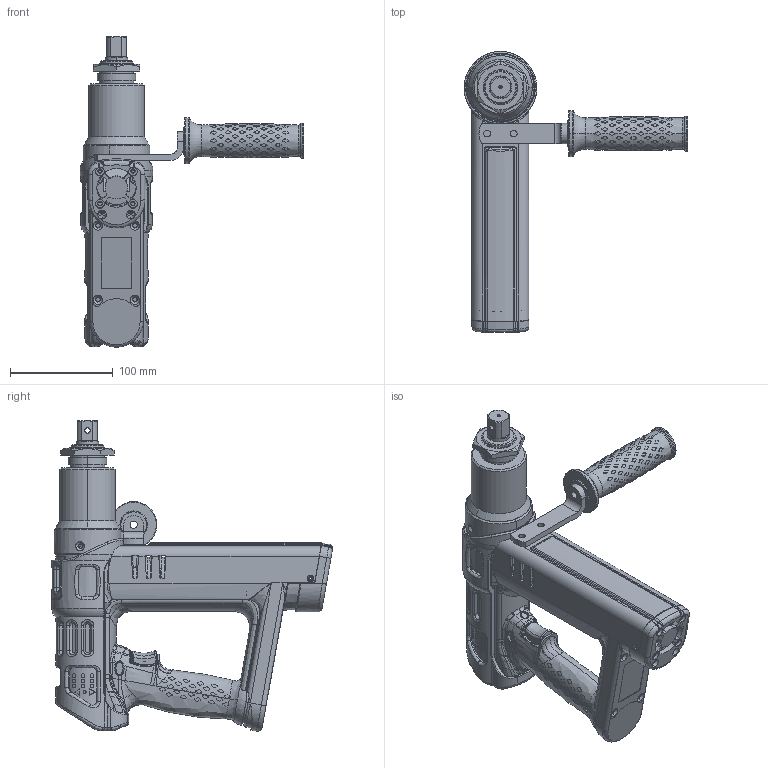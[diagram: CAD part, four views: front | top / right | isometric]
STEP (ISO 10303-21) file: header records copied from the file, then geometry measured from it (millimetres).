
FILE_DESCRIPTION((''),'2;1');
FILE_NAME('EXT_COMP_SW0014','2020-05-04T09:43:19',('INEdipo'),(''),'CREO PARAMETRIC BY PTC INC, 2018100','CREO PARAMETRIC BY PTC INC, 2018100','');
FILE_SCHEMA(('CONFIG_CONTROL_DESIGN','SHAPE_APPEARANCE_LAYERS_GROUPS'));
Length unit declared in the file: inch
Products named in the file (1): EXT_COMP_SW0014
Bounding box: 218 x 273.52 x 302.2 mm (x, y, z)
Volume: 1605684.1 mm3; surface area: 278122.7 mm2
Topology: 1 solids, 2 shells, 4907 faces, 12908 edges, 8196 vertices
Faces by surface type: bspline 2382, cylinder 1108, plane 1079, cone 177, torus 135, extrusion 14, sphere 11, revolution 1
Entity records: 276552 total; most frequent: CARTESIAN_POINT 152548, ORIENTED_EDGE 25788, DIRECTION 13035, EDGE_CURVE 12894, VERTEX_POINT 8196, B_SPLINE_CURVE_WITH_KNOTS 6821, EDGE_LOOP 5264, FACE_OUTER_BOUND 4907
